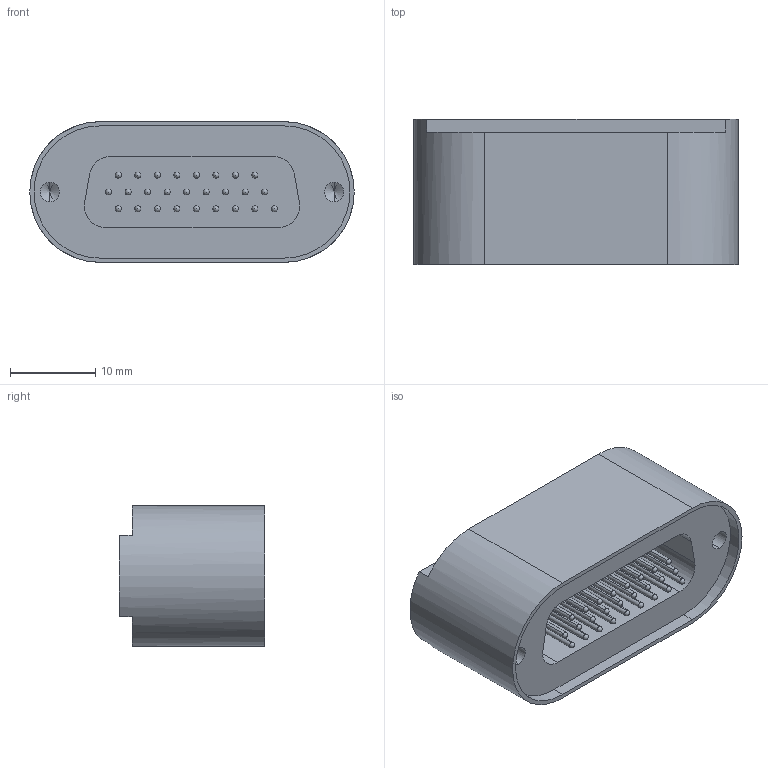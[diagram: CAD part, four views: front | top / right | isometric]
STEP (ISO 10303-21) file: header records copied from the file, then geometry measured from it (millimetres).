
FILE_DESCRIPTION (( 'STEP AP214' ), '1' );
FILE_NAME ('218-HD26-SS.STEP', '2015-01-21T14:15:02', ( '' ), ( '' ), 'SwSTEP 2.0', 'SolidWorks 2014', '' );
FILE_SCHEMA (( 'AUTOMOTIVE_DESIGN' ));
Length unit declared in the file: millimetre
Products named in the file (3): 9210-PIN-FENI-0.7_vergoldet; 218-HD26-SS; 9218-HDX-SS_26 pol. 0,7mm Bohrung
Assembly tree (27 placements, depth 2):
  218-HD26-SS
    9218-HDX-SS_26 pol. 0,7mm Bohrung
    9210-PIN-FENI-0.7_vergoldet  x26
Bounding box: 38 x 17 x 16.5 mm (x, y, z)
Volume: 6049.6 mm3; surface area: 4890.5 mm2
Topology: 27 solids, 27 shells, 205 faces, 592 edges, 388 vertices
Faces by surface type: cylinder 124, sphere 52, plane 21, cone 8
Entity records: 3834 total; most frequent: DIRECTION 700, CARTESIAN_POINT 597, ORIENTED_EDGE 556, AXIS2_PLACEMENT_3D 287, EDGE_CURVE 278, VERTEX_POINT 184, EDGE_LOOP 164, CIRCLE 152
